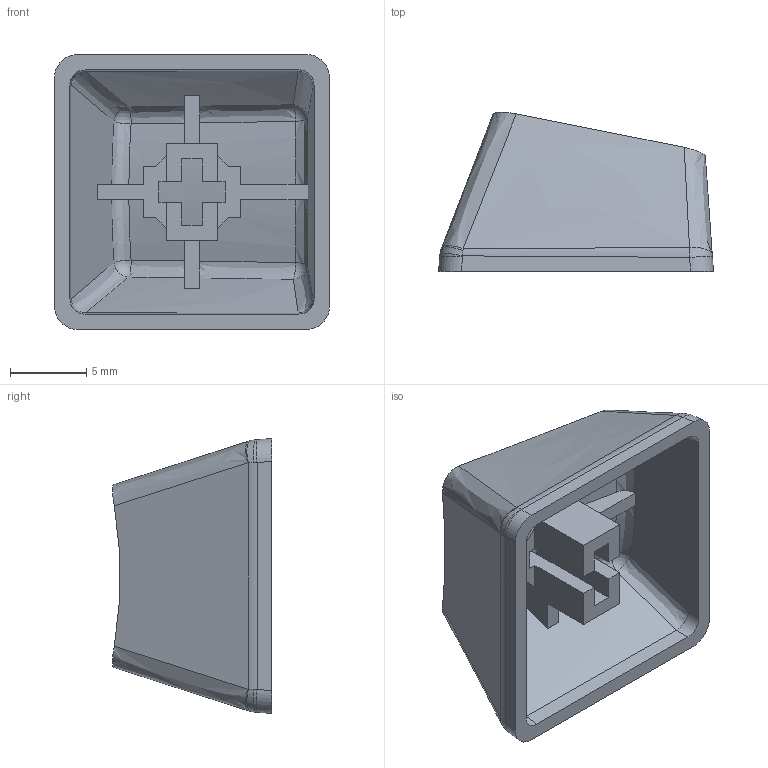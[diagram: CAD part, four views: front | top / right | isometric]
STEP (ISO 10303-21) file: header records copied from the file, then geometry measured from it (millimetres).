
FILE_DESCRIPTION(/* description */ (''),/* implementation_level */ '2;1');
FILE_NAME(/* name */ 'Small Keycap v3.stp',/* time_stamp */ '2017-10-23T21:01:24-07:00',/* author */ ('xdlea'),/* organization */ (''),/* preprocessor_version */ 'ST-DEVELOPER v16.13',/* originating_system */ 'Autodesk Inventor 2018',/* authorisation */ '');
FILE_SCHEMA (('AUTOMOTIVE_DESIGN { 1 0 10303 214 3 1 1 }'));
Length unit declared in the file: millimetre
Products named in the file (1): Key Cap
Bounding box: 18 x 10.42 x 18 mm (x, y, z)
Volume: 816.8 mm3; surface area: 1655.8 mm2
Topology: 1 solids, 1 shells, 106 faces, 281 edges, 178 vertices
Faces by surface type: plane 57, bspline 30, cylinder 15, sphere 4
Entity records: 3982 total; most frequent: CARTESIAN_POINT 1400, ORIENTED_EDGE 562, DIRECTION 493, EDGE_CURVE 281, VERTEX_POINT 178, AXIS2_PLACEMENT_3D 175, LINE 143, VECTOR 143
